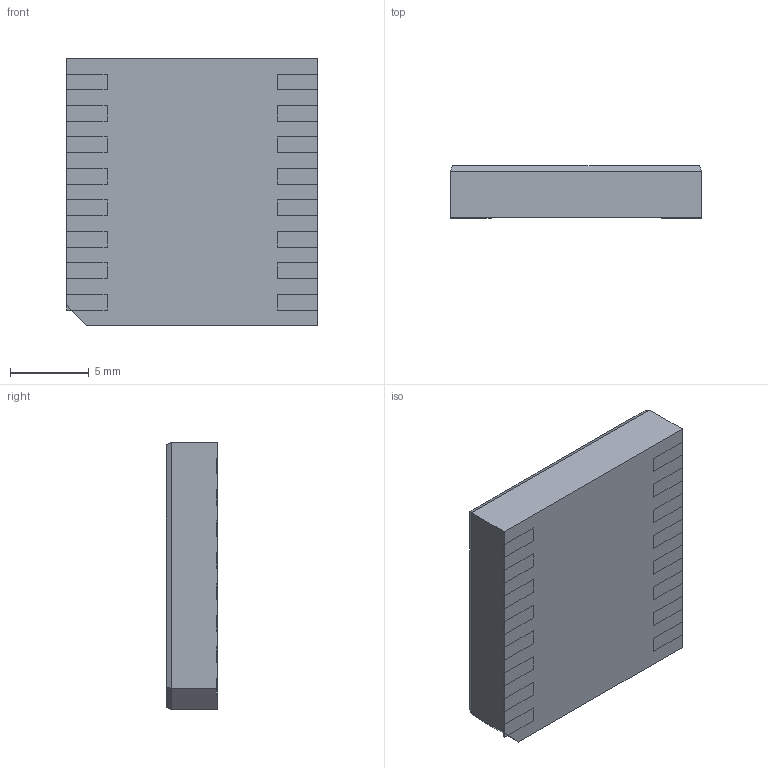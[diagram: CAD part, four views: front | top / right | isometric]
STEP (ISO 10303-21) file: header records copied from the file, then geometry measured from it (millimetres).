
FILE_DESCRIPTION (( 'STEP AP214' ), '1' );
FILE_NAME ( 'LCC200P1600X1700X330-16N.step', '2019-2-6T12:38:7', ( '' ), ( '' ), 'EDABuilder', 'EMA Design Automation', '' );
FILE_SCHEMA (( 'AUTOMOTIVE_DESIGN' ));
Length unit declared in the file: millimetre
Products named in the file (1): face1_BC
Bounding box: 16 x 3.29 x 17.01 mm (x, y, z)
Volume: 874.6 mm3; surface area: 840.3 mm2
Topology: 17 solids, 17 shells, 108 faces, 217 edges, 143 vertices
Faces by surface type: plane 108
Entity records: 2890 total; most frequent: CARTESIAN_POINT 486, DIRECTION 469, ORIENTED_EDGE 434, LINE 217, VECTOR 217, EDGE_CURVE 217, VERTEX_POINT 143, AXIS2_PLACEMENT_3D 126
